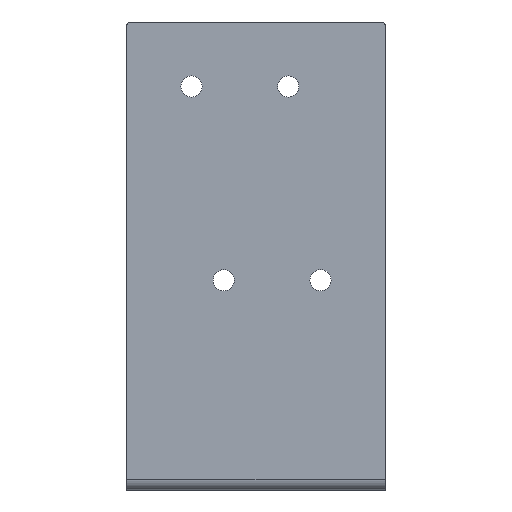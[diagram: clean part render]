
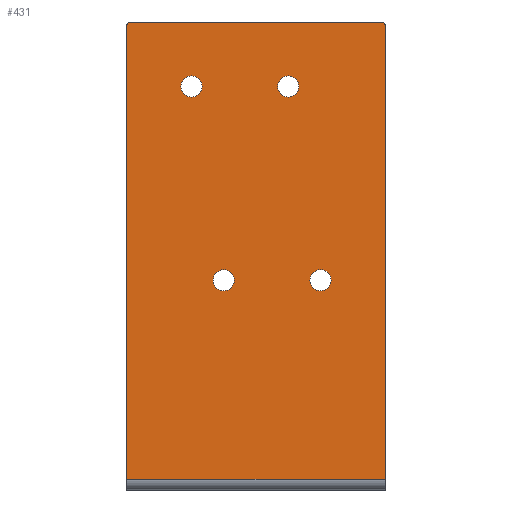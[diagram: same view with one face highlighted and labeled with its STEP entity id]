
A CAD part, left-side view. The second image highlights one B-rep face of the part: STEP entity #431.
In plain terms, the highlighted planar face has unit normal (-1, 0, 0).
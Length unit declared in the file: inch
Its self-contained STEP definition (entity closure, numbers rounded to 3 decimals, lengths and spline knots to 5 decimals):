
#25 = AXIS2_PLACEMENT_3D ( 'NONE', #322, #575, #574 ) ;
#33 = CARTESIAN_POINT ( 'NONE',  ( -0.055, -0.5, 1.488 ) ) ;
#34 = EDGE_CURVE ( 'NONE', #1031, #927, #162, .T. ) ;
#38 = CIRCLE ( 'NONE', #469, 0.082 ) ;
#42 = AXIS2_PLACEMENT_3D ( 'NONE', #716, #725, #215 ) ;
#48 = CARTESIAN_POINT ( 'NONE',  ( -0.055, 1., 3.57 ) ) ;
#68 = DIRECTION ( 'NONE',  ( 0., 0., -1. ) ) ;
#69 = CARTESIAN_POINT ( 'NONE',  ( -0.055, -1., 3.5425 ) ) ;
#112 = EDGE_CURVE ( 'NONE', #123, #737, #428, .T. ) ;
#119 = EDGE_CURVE ( 'NONE', #472, #518, #665, .T. ) ;
#123 = VERTEX_POINT ( 'NONE', #645 ) ;
#128 = FACE_BOUND ( 'NONE', #324, .T. ) ;
#149 = DIRECTION ( 'NONE',  ( 0., 0., -1. ) ) ;
#162 = CIRCLE ( 'NONE', #42, 0.082 ) ;
#173 = EDGE_CURVE ( 'NONE', #477, #1010, #1092, .T. ) ;
#174 = VECTOR ( 'NONE', #916, 39.37008 ) ;
#179 = ORIENTED_EDGE ( 'NONE', *, *, #112, .T. ) ;
#183 = CIRCLE ( 'NONE', #25, 0.0275 ) ;
#184 = EDGE_CURVE ( 'NONE', #563, #610, #1050, .T. ) ;
#186 = LINE ( 'NONE', #376, #540 ) ;
#189 = EDGE_LOOP ( 'NONE', ( #771, #576 ) ) ;
#197 = VECTOR ( 'NONE', #616, 39.37008 ) ;
#204 = VERTEX_POINT ( 'NONE', #395 ) ;
#205 = ORIENTED_EDGE ( 'NONE', *, *, #1016, .T. ) ;
#215 = DIRECTION ( 'NONE',  ( 0., 0., -1. ) ) ;
#221 = VERTEX_POINT ( 'NONE', #660 ) ;
#231 = AXIS2_PLACEMENT_3D ( 'NONE', #557, #730, #978 ) ;
#246 = EDGE_CURVE ( 'NONE', #472, #221, #183, .T. ) ;
#251 = CARTESIAN_POINT ( 'NONE',  ( -0.055, 0.5, 2.988 ) ) ;
#259 = ORIENTED_EDGE ( 'NONE', *, *, #908, .F. ) ;
#260 = DIRECTION ( 'NONE',  ( 0., 0., -1. ) ) ;
#267 = ORIENTED_EDGE ( 'NONE', *, *, #246, .T. ) ;
#322 = CARTESIAN_POINT ( 'NONE',  ( -0.055, 0.9725, 3.5425 ) ) ;
#324 = EDGE_LOOP ( 'NONE', ( #938, #739 ) ) ;
#332 = CARTESIAN_POINT ( 'NONE',  ( -0.055, -0.9725, 3.57 ) ) ;
#337 = ORIENTED_EDGE ( 'NONE', *, *, #781, .F. ) ;
#339 = CARTESIAN_POINT ( 'NONE',  ( -0.055, -0.25, 3.07 ) ) ;
#341 = AXIS2_PLACEMENT_3D ( 'NONE', #889, #814, #821 ) ;
#360 = CARTESIAN_POINT ( 'NONE',  ( -0.055, -0.25, 2.988 ) ) ;
#363 = CIRCLE ( 'NONE', #1106, 0.082 ) ;
#376 = CARTESIAN_POINT ( 'NONE',  ( -0.055, -1., -0.055 ) ) ;
#395 = CARTESIAN_POINT ( 'NONE',  ( -0.055, -0.5, 1.652 ) ) ;
#408 = EDGE_LOOP ( 'NONE', ( #411, #708 ) ) ;
#411 = ORIENTED_EDGE ( 'NONE', *, *, #173, .F. ) ;
#418 = DIRECTION ( 'NONE',  ( 0., 0., -1. ) ) ;
#419 = AXIS2_PLACEMENT_3D ( 'NONE', #677, #934, #260 ) ;
#428 = LINE ( 'NONE', #980, #890 ) ;
#431 = ADVANCED_FACE ( 'NONE', ( #1091, #675, #128, #1062, #1014 ), #936, .F. ) ;
#455 = DIRECTION ( 'NONE',  ( 0., 0., 1. ) ) ;
#462 = DIRECTION ( 'NONE',  ( 0., 0., -1. ) ) ;
#469 = AXIS2_PLACEMENT_3D ( 'NONE', #719, #553, #462 ) ;
#472 = VERTEX_POINT ( 'NONE', #941 ) ;
#473 = DIRECTION ( 'NONE',  ( 0., 0., -1. ) ) ;
#477 = VERTEX_POINT ( 'NONE', #251 ) ;
#479 = DIRECTION ( 'NONE',  ( -1., 0., 0. ) ) ;
#506 = ORIENTED_EDGE ( 'NONE', *, *, #1078, .F. ) ;
#508 = EDGE_CURVE ( 'NONE', #610, #563, #847, .T. ) ;
#518 = VERTEX_POINT ( 'NONE', #332 ) ;
#520 = CARTESIAN_POINT ( 'NONE',  ( -0.055, -0.25, 3.152 ) ) ;
#538 = CIRCLE ( 'NONE', #231, 0.082 ) ;
#540 = VECTOR ( 'NONE', #455, 39.37008 ) ;
#550 = CARTESIAN_POINT ( 'NONE',  ( -0.055, 0.25, 1.652 ) ) ;
#553 = DIRECTION ( 'NONE',  ( -1., 0., 0. ) ) ;
#557 = CARTESIAN_POINT ( 'NONE',  ( -0.055, -0.5, 1.57 ) ) ;
#563 = VERTEX_POINT ( 'NONE', #520 ) ;
#568 = DIRECTION ( 'NONE',  ( -1., 0., 0. ) ) ;
#574 = DIRECTION ( 'NONE',  ( 0., 0., -1. ) ) ;
#575 = DIRECTION ( 'NONE',  ( -1., 0., 0. ) ) ;
#576 = ORIENTED_EDGE ( 'NONE', *, *, #184, .F. ) ;
#610 = VERTEX_POINT ( 'NONE', #360 ) ;
#616 = DIRECTION ( 'NONE',  ( 0., 0., 1. ) ) ;
#622 = CARTESIAN_POINT ( 'NONE',  ( -0.055, -1., 0.0275 ) ) ;
#623 = ORIENTED_EDGE ( 'NONE', *, *, #119, .F. ) ;
#626 = CARTESIAN_POINT ( 'NONE',  ( -0.055, 1., -0.055 ) ) ;
#636 = ORIENTED_EDGE ( 'NONE', *, *, #948, .T. ) ;
#645 = CARTESIAN_POINT ( 'NONE',  ( -0.055, 1., 0.0275 ) ) ;
#658 = CARTESIAN_POINT ( 'NONE',  ( -0.055, 0.5, 3.152 ) ) ;
#660 = CARTESIAN_POINT ( 'NONE',  ( -0.055, 1., 3.5425 ) ) ;
#665 = LINE ( 'NONE', #48, #174 ) ;
#675 = FACE_BOUND ( 'NONE', #963, .T. ) ;
#677 = CARTESIAN_POINT ( 'NONE',  ( -0.055, 1., -0.055 ) ) ;
#679 = CIRCLE ( 'NONE', #341, 0.082 ) ;
#690 = DIRECTION ( 'NONE',  ( -1., 0., 0. ) ) ;
#691 = LINE ( 'NONE', #626, #197 ) ;
#708 = ORIENTED_EDGE ( 'NONE', *, *, #871, .F. ) ;
#711 = AXIS2_PLACEMENT_3D ( 'NONE', #999, #479, #68 ) ;
#716 = CARTESIAN_POINT ( 'NONE',  ( -0.055, 0.25, 1.57 ) ) ;
#719 = CARTESIAN_POINT ( 'NONE',  ( -0.055, 0.25, 1.57 ) ) ;
#725 = DIRECTION ( 'NONE',  ( -1., 0., 0. ) ) ;
#730 = DIRECTION ( 'NONE',  ( -1., 0., 0. ) ) ;
#737 = VERTEX_POINT ( 'NONE', #622 ) ;
#739 = ORIENTED_EDGE ( 'NONE', *, *, #34, .F. ) ;
#744 = DIRECTION ( 'NONE',  ( 0., -1., 0. ) ) ;
#766 = VERTEX_POINT ( 'NONE', #33 ) ;
#771 = ORIENTED_EDGE ( 'NONE', *, *, #508, .F. ) ;
#781 = EDGE_CURVE ( 'NONE', #123, #221, #691, .T. ) ;
#814 = DIRECTION ( 'NONE',  ( -1., 0., 0. ) ) ;
#816 = CARTESIAN_POINT ( 'NONE',  ( -0.055, 0.5, 3.07 ) ) ;
#821 = DIRECTION ( 'NONE',  ( 0., 0., -1. ) ) ;
#823 = CARTESIAN_POINT ( 'NONE',  ( -0.055, 0.25, 1.488 ) ) ;
#832 = CIRCLE ( 'NONE', #969, 0.0275 ) ;
#847 = CIRCLE ( 'NONE', #944, 0.082 ) ;
#871 = EDGE_CURVE ( 'NONE', #1010, #477, #363, .T. ) ;
#872 = EDGE_LOOP ( 'NONE', ( #205, #636, #623, #267, #337, #179 ) ) ;
#889 = CARTESIAN_POINT ( 'NONE',  ( -0.055, -0.5, 1.57 ) ) ;
#890 = VECTOR ( 'NONE', #744, 39.37008 ) ;
#894 = DIRECTION ( 'NONE',  ( -1., 0., 0. ) ) ;
#908 = EDGE_CURVE ( 'NONE', #766, #204, #538, .T. ) ;
#916 = DIRECTION ( 'NONE',  ( 0., -1., 0. ) ) ;
#927 = VERTEX_POINT ( 'NONE', #823 ) ;
#934 = DIRECTION ( 'NONE',  ( 1., 0., 0. ) ) ;
#936 = PLANE ( 'NONE',  #419 ) ;
#938 = ORIENTED_EDGE ( 'NONE', *, *, #1028, .F. ) ;
#941 = CARTESIAN_POINT ( 'NONE',  ( -0.055, 0.9725, 3.57 ) ) ;
#944 = AXIS2_PLACEMENT_3D ( 'NONE', #339, #690, #418 ) ;
#948 = EDGE_CURVE ( 'NONE', #973, #518, #832, .T. ) ;
#963 = EDGE_LOOP ( 'NONE', ( #259, #506 ) ) ;
#969 = AXIS2_PLACEMENT_3D ( 'NONE', #1001, #568, #149 ) ;
#973 = VERTEX_POINT ( 'NONE', #69 ) ;
#978 = DIRECTION ( 'NONE',  ( 0., 0., -1. ) ) ;
#980 = CARTESIAN_POINT ( 'NONE',  ( -0.055, 1., 0.0275 ) ) ;
#999 = CARTESIAN_POINT ( 'NONE',  ( -0.055, -0.25, 3.07 ) ) ;
#1001 = CARTESIAN_POINT ( 'NONE',  ( -0.055, -0.9725, 3.5425 ) ) ;
#1010 = VERTEX_POINT ( 'NONE', #658 ) ;
#1014 = FACE_OUTER_BOUND ( 'NONE', #872, .T. ) ;
#1016 = EDGE_CURVE ( 'NONE', #737, #973, #186, .T. ) ;
#1028 = EDGE_CURVE ( 'NONE', #927, #1031, #38, .T. ) ;
#1031 = VERTEX_POINT ( 'NONE', #550 ) ;
#1050 = CIRCLE ( 'NONE', #711, 0.082 ) ;
#1062 = FACE_BOUND ( 'NONE', #189, .T. ) ;
#1065 = CARTESIAN_POINT ( 'NONE',  ( -0.055, 0.5, 3.07 ) ) ;
#1071 = DIRECTION ( 'NONE',  ( -1., 0., 0. ) ) ;
#1073 = DIRECTION ( 'NONE',  ( 0., 0., -1. ) ) ;
#1078 = EDGE_CURVE ( 'NONE', #204, #766, #679, .T. ) ;
#1091 = FACE_BOUND ( 'NONE', #408, .T. ) ;
#1092 = CIRCLE ( 'NONE', #1094, 0.082 ) ;
#1094 = AXIS2_PLACEMENT_3D ( 'NONE', #816, #1071, #473 ) ;
#1106 = AXIS2_PLACEMENT_3D ( 'NONE', #1065, #894, #1073 ) ;
